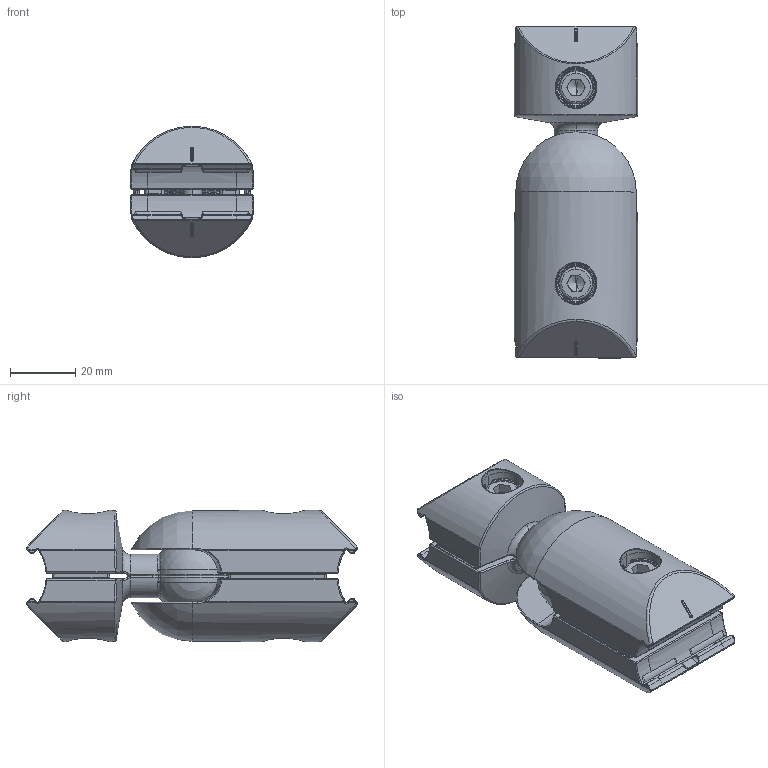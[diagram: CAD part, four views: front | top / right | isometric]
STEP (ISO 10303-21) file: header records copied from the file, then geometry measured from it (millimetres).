
FILE_DESCRIPTION (( 'STEP AP203' ), '1' );
FILE_NAME ('099RV30KS04.STEP', '2019-11-04T07:19:14', ( '' ), ( '' ), 'SwSTEP 2.0', 'SolidWorks 2019', '' );
FILE_SCHEMA (( 'CONFIG_CONTROL_DESIGN' ));
Length unit declared in the file: millimetre
Products named in the file (5): 099RV30KR05; 4iso10511m06m_4iso10511m06m; 099RV30KR01_099RV30KR01; 099RV30KS04; cap screw ISO 4762 M6x28_ISO 4762 M6
Assembly tree (8 placements, depth 2):
  099RV30KS04
    099RV30KR01_099RV30KR01  x2
    099RV30KR05  x2
    4iso10511m06m_4iso10511m06m  x2
    cap screw ISO 4762 M6x28_ISO 4762 M6  x2
Bounding box: 37.78 x 101.71 x 40.2 mm (x, y, z)
Volume: 78196.7 mm3; surface area: 38384.4 mm2
Topology: 8 solids, 8 shells, 3080 faces, 7188 edges, 4106 vertices
Faces by surface type: bspline 1394, cylinder 786, plane 398, torus 284, cone 140, sphere 78
Entity records: 65468 total; most frequent: CARTESIAN_POINT 35400, ORIENTED_EDGE 7108, DIRECTION 5128, EDGE_CURVE 3554, AXIS2_PLACEMENT_3D 2174, VERTEX_POINT 2053, EDGE_LOOP 1577, ADVANCED_FACE 1540
